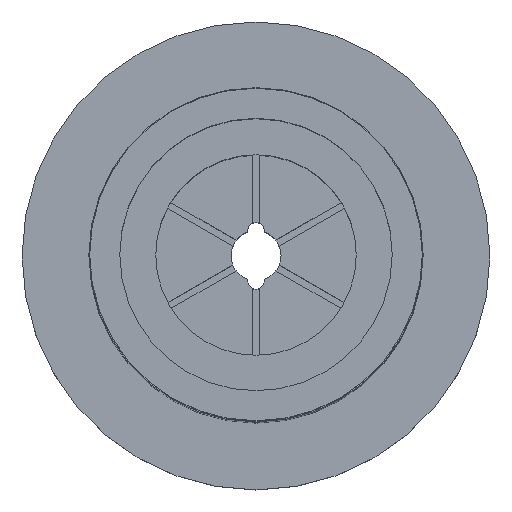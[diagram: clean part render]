
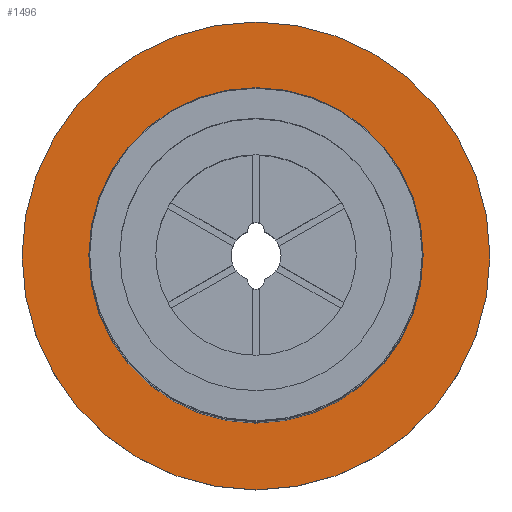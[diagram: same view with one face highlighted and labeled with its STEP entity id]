
A CAD part, top view. The second image highlights one B-rep face of the part: STEP entity #1496.
In plain terms, the highlighted planar face has unit normal (0, 0, 1).
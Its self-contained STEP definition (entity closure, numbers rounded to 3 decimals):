
#3 = AXIS2_PLACEMENT_3D ( 'NONE', #1714, #769, #1885 ) ;
#57 = AXIS2_PLACEMENT_3D ( 'NONE', #308, #1562, #465 ) ;
#153 = ORIENTED_EDGE ( 'NONE', *, *, #1564, .T. ) ;
#240 = ORIENTED_EDGE ( 'NONE', *, *, #550, .F. ) ;
#242 = CIRCLE ( 'NONE', #1604, 14. ) ;
#308 = CARTESIAN_POINT ( 'NONE',  ( 0., 0., -49. ) ) ;
#377 = AXIS2_PLACEMENT_3D ( 'NONE', #1412, #639, #455 ) ;
#410 = VERTEX_POINT ( 'NONE', #1393 ) ;
#422 = EDGE_CURVE ( 'NONE', #410, #2062, #1232, .T. ) ;
#430 = DIRECTION ( 'NONE',  ( 1., 0., 0. ) ) ;
#455 = DIRECTION ( 'NONE',  ( -1., 0., 0. ) ) ;
#465 = DIRECTION ( 'NONE',  ( 1., 0., 0. ) ) ;
#550 = EDGE_CURVE ( 'NONE', #640, #1891, #1256, .T. ) ;
#639 = DIRECTION ( 'NONE',  ( 0., 0., -1. ) ) ;
#640 = VERTEX_POINT ( 'NONE', #752 ) ;
#752 = CARTESIAN_POINT ( 'NONE',  ( 10., 0., -49. ) ) ;
#769 = DIRECTION ( 'NONE',  ( 0., 0., 1. ) ) ;
#776 = CARTESIAN_POINT ( 'NONE',  ( 0., 0., -49. ) ) ;
#936 = DIRECTION ( 'NONE',  ( 0., 0., 1. ) ) ;
#951 = DIRECTION ( 'NONE',  ( 0., 0., 1. ) ) ;
#1012 = CIRCLE ( 'NONE', #57, 10. ) ;
#1083 = FACE_BOUND ( 'NONE', #1274, .T. ) ;
#1130 = FACE_OUTER_BOUND ( 'NONE', #1400, .T. ) ;
#1188 = CARTESIAN_POINT ( 'NONE',  ( -10., 0., -49. ) ) ;
#1232 = CIRCLE ( 'NONE', #3, 14. ) ;
#1234 = AXIS2_PLACEMENT_3D ( 'NONE', #1917, #951, #430 ) ;
#1256 = CIRCLE ( 'NONE', #1234, 10. ) ;
#1274 = EDGE_LOOP ( 'NONE', ( #240, #1887 ) ) ;
#1393 = CARTESIAN_POINT ( 'NONE',  ( -14., 0., -49. ) ) ;
#1400 = EDGE_LOOP ( 'NONE', ( #153, #1889 ) ) ;
#1412 = CARTESIAN_POINT ( 'NONE',  ( 0., 10., -49. ) ) ;
#1496 = ADVANCED_FACE ( 'NONE', ( #1083, #1130 ), #1571, .F. ) ;
#1508 = EDGE_CURVE ( 'NONE', #1891, #640, #1012, .T. ) ;
#1562 = DIRECTION ( 'NONE',  ( 0., 0., 1. ) ) ;
#1564 = EDGE_CURVE ( 'NONE', #2062, #410, #242, .T. ) ;
#1571 = PLANE ( 'NONE',  #377 ) ;
#1604 = AXIS2_PLACEMENT_3D ( 'NONE', #776, #936, #2064 ) ;
#1714 = CARTESIAN_POINT ( 'NONE',  ( 0., 0., -49. ) ) ;
#1795 = CARTESIAN_POINT ( 'NONE',  ( 14., 0., -49. ) ) ;
#1885 = DIRECTION ( 'NONE',  ( 1., 0., 0. ) ) ;
#1887 = ORIENTED_EDGE ( 'NONE', *, *, #1508, .F. ) ;
#1889 = ORIENTED_EDGE ( 'NONE', *, *, #422, .T. ) ;
#1891 = VERTEX_POINT ( 'NONE', #1188 ) ;
#1917 = CARTESIAN_POINT ( 'NONE',  ( 0., 0., -49. ) ) ;
#2062 = VERTEX_POINT ( 'NONE', #1795 ) ;
#2064 = DIRECTION ( 'NONE',  ( 1., 0., 0. ) ) ;
